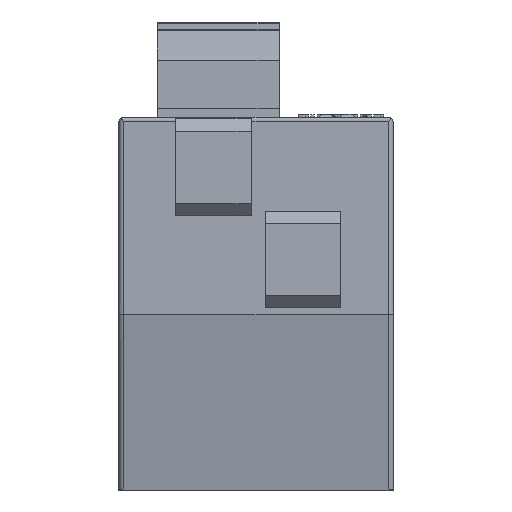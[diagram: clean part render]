
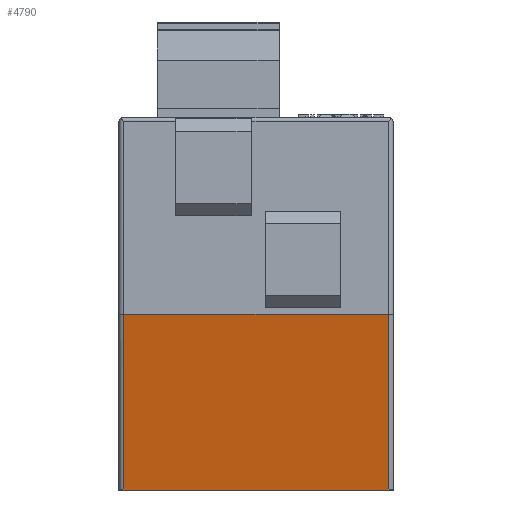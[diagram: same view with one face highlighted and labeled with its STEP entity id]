
A CAD part, front view. The second image highlights one B-rep face of the part: STEP entity #4790.
In plain terms, the highlighted planar face has unit normal (0, -0.982, -0.188).
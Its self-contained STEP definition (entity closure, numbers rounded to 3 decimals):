
#4790=ADVANCED_FACE('',(#9320),#9321,.F.);
#5534=VERTEX_POINT('',#10207);
#5538=VERTEX_POINT('',#10211);
#5540=EDGE_CURVE('',#5538,#5534,#10213,.T.);
#5544=VERTEX_POINT('',#10217);
#5552=VERTEX_POINT('',#10225);
#5556=EDGE_CURVE('',#5544,#5552,#10229,.T.);
#5558=EDGE_CURVE('',#5552,#5534,#10231,.T.);
#5560=EDGE_CURVE('',#5544,#5538,#10233,.T.);
#9320=FACE_OUTER_BOUND('',#14911,.T.);
#9321=PLANE('',#14912);
#10207=CARTESIAN_POINT('',(44.2,15.42,28.805));
#10211=CARTESIAN_POINT('',(44.2,20.92,0.0));
#10213=LINE('',#16047,#16048);
#10217=CARTESIAN_POINT('',(0.8,20.92,0.0));
#10225=CARTESIAN_POINT('',(0.8,15.42,28.805));
#10229=LINE('',#16072,#16073);
#10231=LINE('',#16076,#16077);
#10233=LINE('',#16080,#16081);
#14911=EDGE_LOOP('',(#20773,#20774,#20775,#20776));
#14912=AXIS2_PLACEMENT_3D('',#20777,#20778,#20779);
#16047=CARTESIAN_POINT('',(44.2,20.92,0.0));
#16048=VECTOR('',#22266,1.0);
#16072=CARTESIAN_POINT('',(0.8,20.92,0.0));
#16073=VECTOR('',#22278,1.0);
#16076=CARTESIAN_POINT('',(0.4,15.42,28.805));
#16077=VECTOR('',#22279,1.0);
#16080=CARTESIAN_POINT('',(0.0,20.92,0.0));
#16081=VECTOR('',#22280,1.0);
#20773=ORIENTED_EDGE('',*,*,#5558,.F.);
#20774=ORIENTED_EDGE('',*,*,#5556,.F.);
#20775=ORIENTED_EDGE('',*,*,#5560,.T.);
#20776=ORIENTED_EDGE('',*,*,#5540,.T.);
#20777=CARTESIAN_POINT('',(0.8,20.92,0.0));
#20778=DIRECTION('',(0.0,0.982,0.188));
#20779=DIRECTION('',(-1.0,0.0,0.0));
#22266=DIRECTION('',(0.0,-0.188,0.982));
#22278=DIRECTION('',(0.0,-0.188,0.982));
#22279=DIRECTION('',(1.0,0.0,0.0));
#22280=DIRECTION('',(1.0,0.0,0.0));
